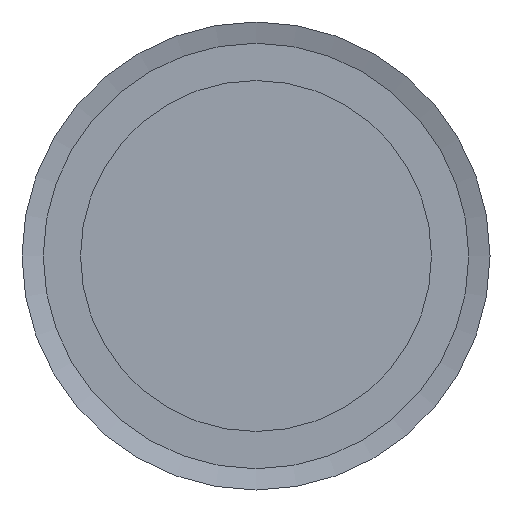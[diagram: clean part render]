
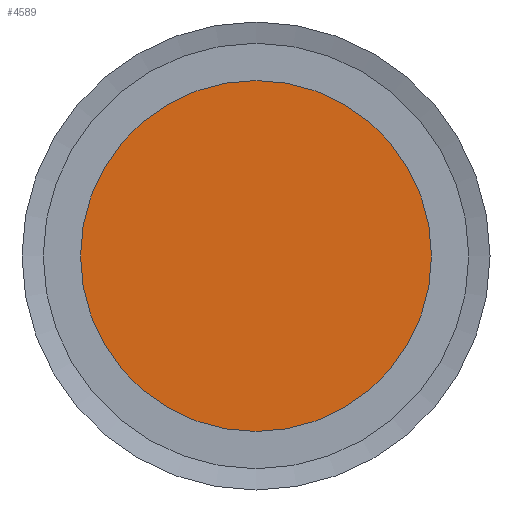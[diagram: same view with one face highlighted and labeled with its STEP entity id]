
A CAD part, left-side view. The second image highlights one B-rep face of the part: STEP entity #4589.
In plain terms, the highlighted planar face has unit normal (-1, 0, 0).
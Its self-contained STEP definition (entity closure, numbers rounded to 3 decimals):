
#1414=VERTEX_POINT('',#7947);
#1742=CIRCLE('',#5149,16.5);
#2422=EDGE_CURVE('',#1414,#1414,#1742,.T.);
#3533=ORIENTED_EDGE('',*,*,#2422,.F.);
#4095=EDGE_LOOP('',(#3533));
#4343=FACE_BOUND('',#4095,.T.);
#4589=ADVANCED_FACE('',(#4343),#8061,.F.);
#5148=AXIS2_PLACEMENT_3D('',#7945,#6530,$);
#5149=AXIS2_PLACEMENT_3D('',#7946,#6531,#6532);
#6530=DIRECTION('',(1.,0.,0.));
#6531=DIRECTION('',(1.,0.,0.));
#6532=DIRECTION('',(0.,0.,-16.5));
#7945=CARTESIAN_POINT('',(0.,0.,0.));
#7946=CARTESIAN_POINT('',(0.,0.,0.));
#7947=CARTESIAN_POINT('',(0.,0.,-16.5));
#8061=PLANE('',#5148);
